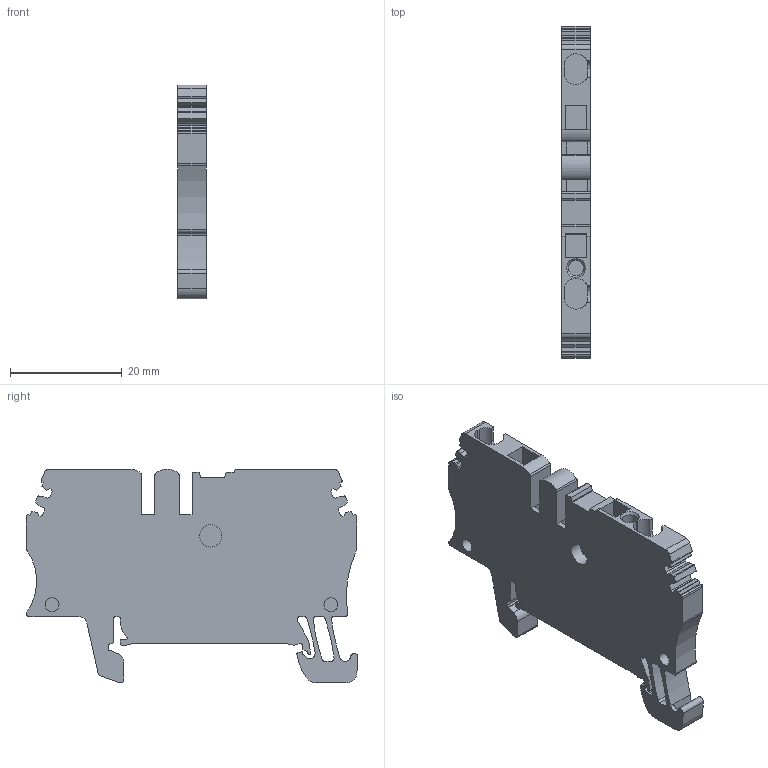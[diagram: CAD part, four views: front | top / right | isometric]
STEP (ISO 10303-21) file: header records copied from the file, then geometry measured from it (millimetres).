
FILE_DESCRIPTION( ( 'STEP AP214' ), '1' );
FILE_NAME( '1608510000.stp', ' ', ( ' ' ), ( ' ' ), 'PSStep 15.0.47', 'PARTsolutions', ' ' );
FILE_SCHEMA( ( 'AUTOMOTIVE_DESIGN { 1 0 10303 214 1 1 1 1 }' ) );
Length unit declared in the file: millimetre
Products named in the file (1): _ZDU 2.5 1608510000
Bounding box: 5.1 x 59.48 x 38.35 mm (x, y, z)
Volume: 7607.1 mm3; surface area: 5985.2 mm2
Topology: 1 solids, 1 shells, 283 faces, 810 edges, 537 vertices
Faces by surface type: plane 163, cylinder 119, cone 1
Full cylindrical faces by diameter (mm): 2.5 x4, 2.8 x1, 4 x2
Entity records: 11527 total; most frequent: CARTESIAN_POINT 1643, DIRECTION 1605, ORIENTED_EDGE 1604, EDGE_CURVE 802, LINE 559, VECTOR 559, VERTEX_POINT 537, AXIS2_PLACEMENT_3D 523
